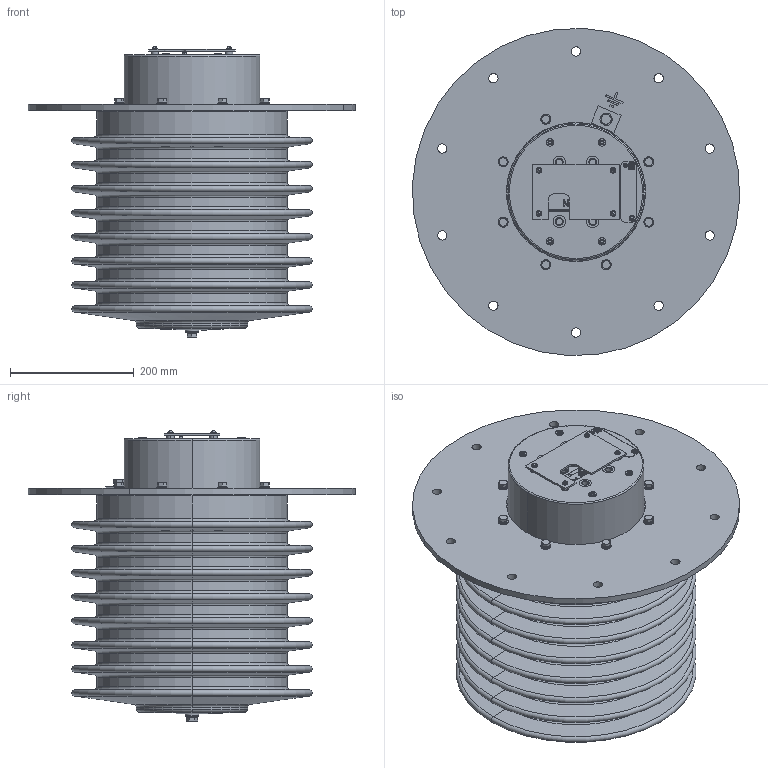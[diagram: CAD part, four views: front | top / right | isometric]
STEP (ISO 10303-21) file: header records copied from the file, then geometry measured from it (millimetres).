
FILE_DESCRIPTION (( 'STEP AP203' ), '1' );
FILE_NAME ('峭嗡.02.2-27 III.STEP', '2025-03-13T08:50:21', ( '' ), ( '' ), 'SwSTEP 2.0', 'SolidWorks 2010', '' );
FILE_SCHEMA (( 'CONFIG_CONTROL_DESIGN' ));
Length unit declared in the file: millimetre
Products named in the file (1): 峭嗡.02.2-27 III
Bounding box: 529.5 x 529.5 x 470.92 mm (x, y, z)
Volume: 30455286.9 mm3; surface area: 2093722.2 mm2
Topology: 68 solids, 72 shells, 2162 faces, 5022 edges, 3073 vertices
Faces by surface type: cylinder 747, plane 689, cone 360, torus 196, bspline 130, sphere 40
Entity records: 67332 total; most frequent: CARTESIAN_POINT 18058, DIRECTION 10579, ORIENTED_EDGE 9968, EDGE_CURVE 4984, AXIS2_PLACEMENT_3D 4200, VERTEX_POINT 3073, EDGE_LOOP 2419, LINE 2179
